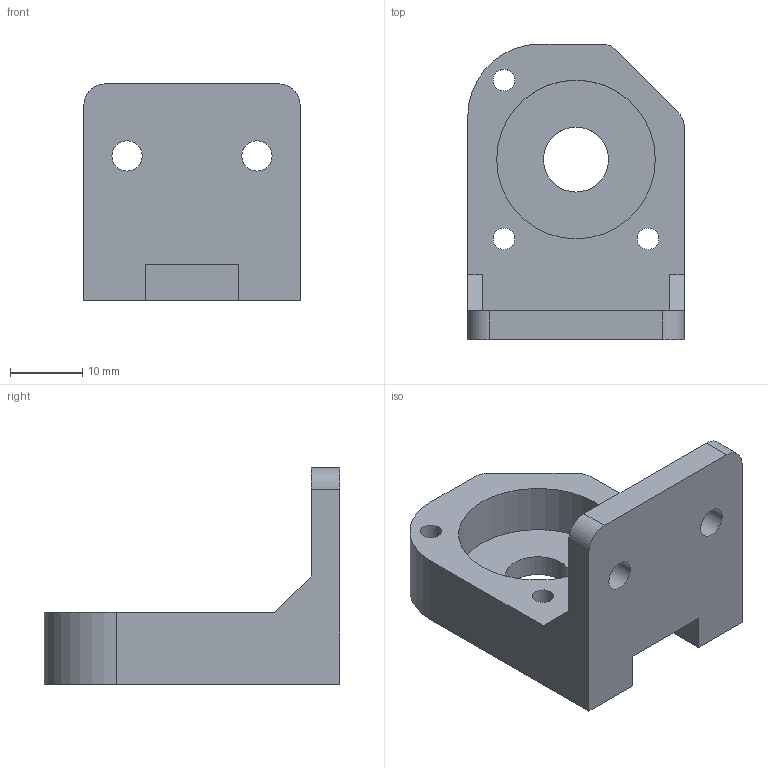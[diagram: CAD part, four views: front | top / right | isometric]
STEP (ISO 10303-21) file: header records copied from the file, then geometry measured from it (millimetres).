
FILE_DESCRIPTION(/* description */ (''),/* implementation_level */ '2;1');
FILE_NAME(/* name */ 'Magneto Z Spindel Halter oben Teil2 RH v3.step',/* time_stamp */ '2024-10-30T19:16:00+01:00',/* author */ (''),/* organization */ (''),/* preprocessor_version */ 'ST-DEVELOPER v20',/* originating_system */ 'Autodesk Translation Framework v13.20.0.188',/* authorisation */ '');
FILE_SCHEMA (('AUTOMOTIVE_DESIGN { 1 0 10303 214 3 1 1 }'));
Length unit declared in the file: millimetre
Products named in the file (1): Magneto Z Spindel Halter oben Teil2 rechts hinten
Bounding box: 30 x 41 x 30 mm (x, y, z)
Volume: 10296.8 mm3; surface area: 5818 mm2
Topology: 1 solids, 1 shells, 30 faces, 81 edges, 54 vertices
Faces by surface type: plane 18, cylinder 12
Full cylindrical faces by diameter (mm): 3 x3, 4.2 x2, 9 x1, 22 x1
Entity records: 1006 total; most frequent: DIRECTION 167, CARTESIAN_POINT 166, ORIENTED_EDGE 162, EDGE_CURVE 81, LINE 57, VECTOR 57, AXIS2_PLACEMENT_3D 55, VERTEX_POINT 54
